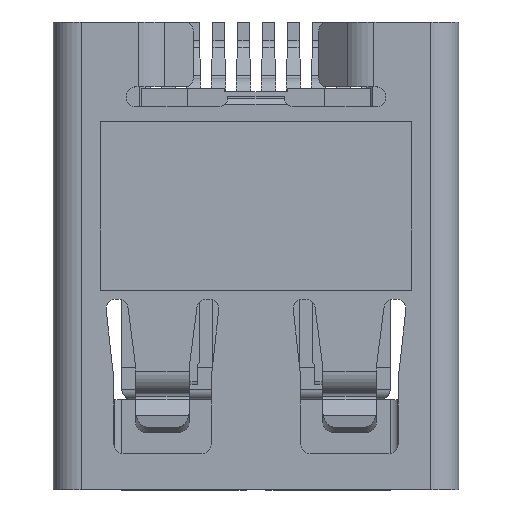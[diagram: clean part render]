
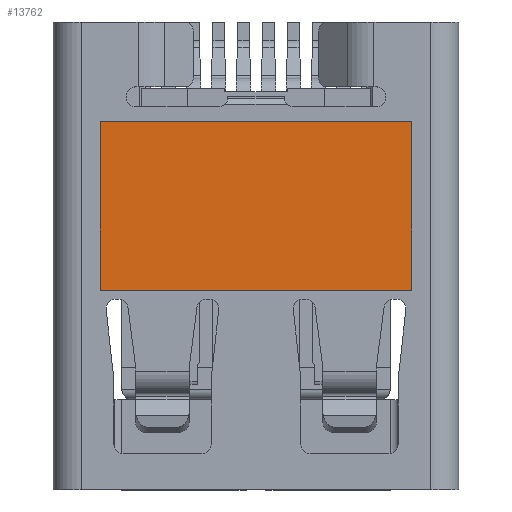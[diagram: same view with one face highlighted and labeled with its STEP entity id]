
A CAD part, top view. The second image highlights one B-rep face of the part: STEP entity #13762.
In plain terms, the highlighted planar face has unit normal (0, 0, 1).
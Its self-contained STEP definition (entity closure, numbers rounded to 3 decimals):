
#13672 = VERTEX_POINT('',#13673);
#13673 = CARTESIAN_POINT('',(2.5,5.2,3.007));
#13679 = EDGE_CURVE('',#13672,#13680,#13682,.T.);
#13680 = VERTEX_POINT('',#13681);
#13681 = CARTESIAN_POINT('',(-2.5,5.2,3.007));
#13682 = LINE('',#13683,#13684);
#13683 = CARTESIAN_POINT('',(2.5,5.2,3.007));
#13684 = VECTOR('',#13685,1.);
#13685 = DIRECTION('',(-1.,0.,0.));
#13703 = VERTEX_POINT('',#13704);
#13704 = CARTESIAN_POINT('',(2.5,2.5,3.007));
#13710 = EDGE_CURVE('',#13703,#13672,#13711,.T.);
#13711 = LINE('',#13712,#13713);
#13712 = CARTESIAN_POINT('',(2.5,2.5,3.007));
#13713 = VECTOR('',#13714,1.);
#13714 = DIRECTION('',(0.,1.,0.));
#13727 = VERTEX_POINT('',#13728);
#13728 = CARTESIAN_POINT('',(-2.5,2.5,3.007));
#13734 = EDGE_CURVE('',#13727,#13703,#13735,.T.);
#13735 = LINE('',#13736,#13737);
#13736 = CARTESIAN_POINT('',(-2.5,2.5,3.007));
#13737 = VECTOR('',#13738,1.);
#13738 = DIRECTION('',(1.,0.,0.));
#13751 = EDGE_CURVE('',#13680,#13727,#13752,.T.);
#13752 = LINE('',#13753,#13754);
#13753 = CARTESIAN_POINT('',(-2.5,5.2,3.007));
#13754 = VECTOR('',#13755,1.);
#13755 = DIRECTION('',(0.,-1.,0.));
#13762 = ADVANCED_FACE('',(#13763),#13769,.T.);
#13763 = FACE_BOUND('',#13764,.F.);
#13764 = EDGE_LOOP('',(#13765,#13766,#13767,#13768));
#13765 = ORIENTED_EDGE('',*,*,#13679,.F.);
#13766 = ORIENTED_EDGE('',*,*,#13710,.F.);
#13767 = ORIENTED_EDGE('',*,*,#13734,.F.);
#13768 = ORIENTED_EDGE('',*,*,#13751,.F.);
#13769 = PLANE('',#13770);
#13770 = AXIS2_PLACEMENT_3D('',#13771,#13772,#13773);
#13771 = CARTESIAN_POINT('',(0.,3.05,3.007));
#13772 = DIRECTION('',(0.,0.,1.));
#13773 = DIRECTION('',(0.,-1.,0.));
